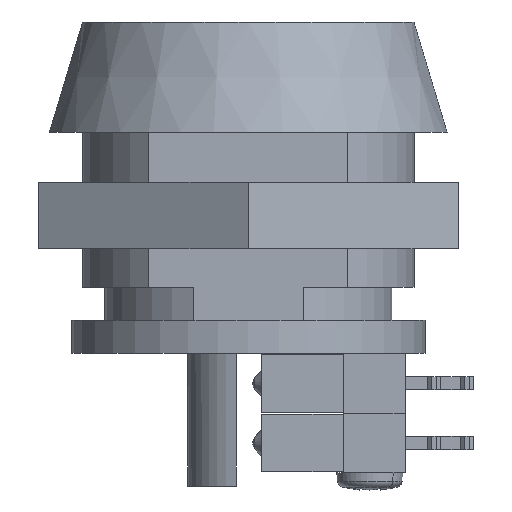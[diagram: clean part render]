
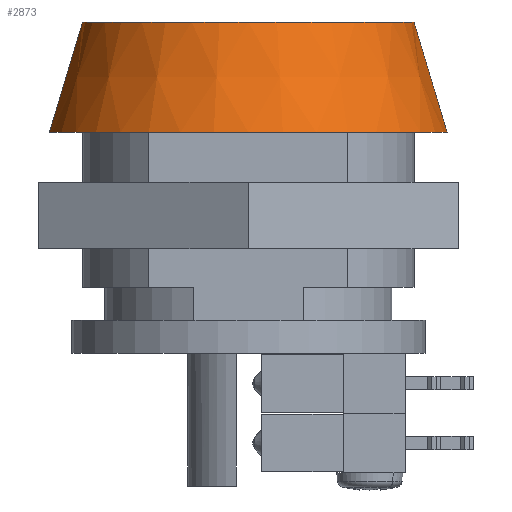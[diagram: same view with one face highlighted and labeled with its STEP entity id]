
A CAD part, front view. The second image highlights one B-rep face of the part: STEP entity #2873.
In plain terms, the highlighted conical face has half-angle 16.699 degrees and reference radius 9 mm.
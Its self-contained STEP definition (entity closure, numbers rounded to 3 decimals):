
#180 = VERTEX_POINT ( 'NONE', #1118 ) ;
#998 = CARTESIAN_POINT ( 'NONE',  ( 9., 0., -5. ) ) ;
#1118 = CARTESIAN_POINT ( 'NONE',  ( 7.5, 0., 0. ) ) ;
#1249 = ORIENTED_EDGE ( 'NONE', *, *, #2515, .F. ) ;
#1477 = VERTEX_POINT ( 'NONE', #6455 ) ;
#1501 = CARTESIAN_POINT ( 'NONE',  ( -9., 0., -5. ) ) ;
#2273 = FACE_OUTER_BOUND ( 'NONE', #6250, .T. ) ;
#2337 = DIRECTION ( 'NONE',  ( 0.287, 0., -0.958 ) ) ;
#2515 = EDGE_CURVE ( 'NONE', #1477, #180, #5651, .T. ) ;
#2633 = EDGE_CURVE ( 'NONE', #6758, #6177, #4578, .T. ) ;
#2873 = ADVANCED_FACE ( 'NONE', ( #2273 ), #6690, .T. ) ;
#2916 = AXIS2_PLACEMENT_3D ( 'NONE', #3974, #3807, #3118 ) ;
#3026 = CARTESIAN_POINT ( 'NONE',  ( 9., 0., -5. ) ) ;
#3118 = DIRECTION ( 'NONE',  ( 1., 0., 0. ) ) ;
#3246 = VECTOR ( 'NONE', #2337, 1000. ) ;
#3307 = AXIS2_PLACEMENT_3D ( 'NONE', #5872, #4427, #3718 ) ;
#3717 = LINE ( 'NONE', #3026, #3246 ) ;
#3718 = DIRECTION ( 'NONE',  ( -1., 0., 0. ) ) ;
#3807 = DIRECTION ( 'NONE',  ( 0., 0., 1. ) ) ;
#3974 = CARTESIAN_POINT ( 'NONE',  ( 0., 0., -5. ) ) ;
#4427 = DIRECTION ( 'NONE',  ( 0., 0., -1. ) ) ;
#4578 = CIRCLE ( 'NONE', #2916, 9. ) ;
#4611 = ORIENTED_EDGE ( 'NONE', *, *, #2633, .T. ) ;
#4823 = EDGE_CURVE ( 'NONE', #1477, #6758, #4903, .T. ) ;
#4903 = LINE ( 'NONE', #6869, #5311 ) ;
#5046 = EDGE_CURVE ( 'NONE', #180, #6177, #3717, .T. ) ;
#5293 = ORIENTED_EDGE ( 'NONE', *, *, #4823, .T. ) ;
#5311 = VECTOR ( 'NONE', #6168, 1000. ) ;
#5362 = DIRECTION ( 'NONE',  ( 1., 0., 0. ) ) ;
#5364 = AXIS2_PLACEMENT_3D ( 'NONE', #6789, #6084, #5362 ) ;
#5651 = CIRCLE ( 'NONE', #5364, 7.5 ) ;
#5872 = CARTESIAN_POINT ( 'NONE',  ( 0., 0., -5. ) ) ;
#6084 = DIRECTION ( 'NONE',  ( 0., 0., 1. ) ) ;
#6168 = DIRECTION ( 'NONE',  ( -0.287, 0., -0.958 ) ) ;
#6177 = VERTEX_POINT ( 'NONE', #998 ) ;
#6250 = EDGE_LOOP ( 'NONE', ( #6259, #1249, #5293, #4611 ) ) ;
#6259 = ORIENTED_EDGE ( 'NONE', *, *, #5046, .F. ) ;
#6455 = CARTESIAN_POINT ( 'NONE',  ( -7.5, 0., 0. ) ) ;
#6690 = CONICAL_SURFACE ( 'NONE', #3307, 9., 0.291 ) ;
#6758 = VERTEX_POINT ( 'NONE', #1501 ) ;
#6789 = CARTESIAN_POINT ( 'NONE',  ( 0., 0., 0. ) ) ;
#6869 = CARTESIAN_POINT ( 'NONE',  ( -9., 0., -5. ) ) ;
